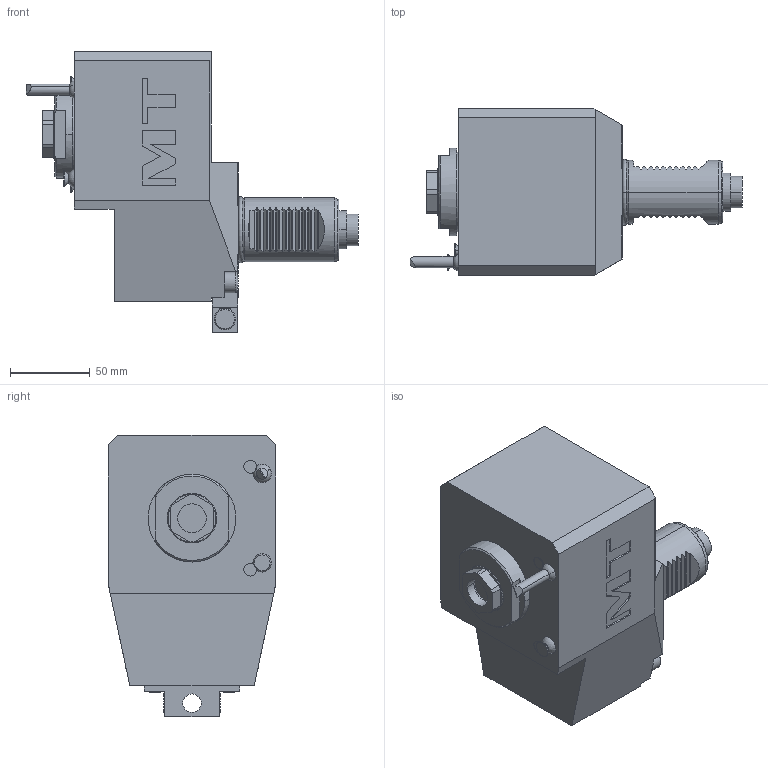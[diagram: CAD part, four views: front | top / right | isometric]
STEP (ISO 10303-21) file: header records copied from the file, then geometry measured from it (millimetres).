
FILE_DESCRIPTION((''),'2;1');
FILE_NAME('SAU0122125_CONF','2023-10-09T10:59:41',('gvalli'),('M.T. srl'),'CREO PARAMETRIC BY PTC INC, 2021072','CREO PARAMETRIC BY PTC INC, 2021072','');
FILE_SCHEMA(('CONFIG_CONTROL_DESIGN'));
Length unit declared in the file: millimetre
Products named in the file (1): SAU0122125_CONF
Bounding box: 208.29 x 105 x 176.5 mm (x, y, z)
Volume: 1452235.4 mm3; surface area: 96818.4 mm2
Topology: 1 solids, 1 shells, 324 faces, 844 edges, 542 vertices
Faces by surface type: plane 185, cylinder 82, cone 36, torus 14, extrusion 4, sphere 3
Entity records: 10476 total; most frequent: CARTESIAN_POINT 2628, ORIENTED_EDGE 1672, DIRECTION 1536, EDGE_CURVE 836, VERTEX_POINT 542, AXIS2_PLACEMENT_3D 524, VECTOR 488, LINE 484
